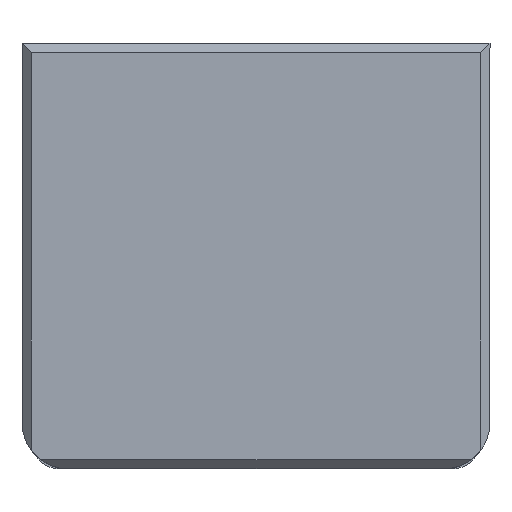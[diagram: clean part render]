
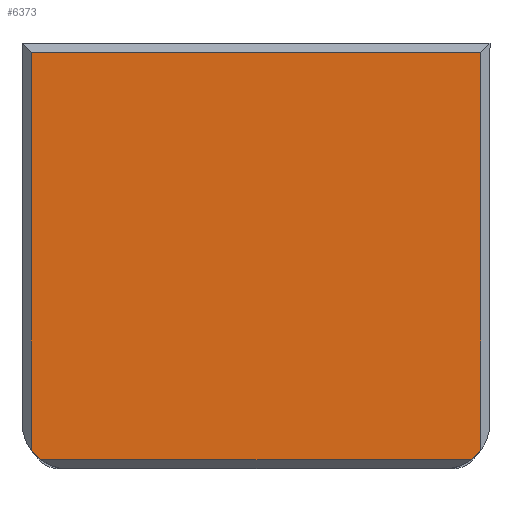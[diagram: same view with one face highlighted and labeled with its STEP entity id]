
A CAD part, front view. The second image highlights one B-rep face of the part: STEP entity #6373.
In plain terms, the highlighted planar face has unit normal (0, -1, 0).
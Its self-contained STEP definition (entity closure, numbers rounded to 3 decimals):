
#947=PLANE('',#6846);
#1286=FACE_OUTER_BOUND('',#1670,.T.);
#1670=EDGE_LOOP('',(#5771,#5772,#5773,#5774,#5775,#5776));
#1913=LINE('',#24378,#2139);
#1914=LINE('',#24381,#2140);
#1915=LINE('',#24383,#2141);
#1916=LINE('',#24384,#2142);
#2139=VECTOR('',#7894,10.);
#2140=VECTOR('',#7897,10.);
#2141=VECTOR('',#7898,10.);
#2142=VECTOR('',#7899,10.);
#2290=CIRCLE('',#6756,5.);
#2296=CIRCLE('',#6773,5.);
#2843=VERTEX_POINT('',#23821);
#2844=VERTEX_POINT('',#23823);
#2876=VERTEX_POINT('',#23925);
#2877=VERTEX_POINT('',#23927);
#2970=VERTEX_POINT('',#24380);
#2971=VERTEX_POINT('',#24382);
#3744=EDGE_CURVE('',#2843,#2844,#2290,.T.);
#3781=EDGE_CURVE('',#2876,#2877,#2296,.T.);
#3921=EDGE_CURVE('',#2877,#2843,#1913,.T.);
#3922=EDGE_CURVE('',#2970,#2876,#1914,.T.);
#3923=EDGE_CURVE('',#2971,#2970,#1915,.T.);
#3924=EDGE_CURVE('',#2844,#2971,#1916,.T.);
#5771=ORIENTED_EDGE('',*,*,#3744,.F.);
#5772=ORIENTED_EDGE('',*,*,#3921,.F.);
#5773=ORIENTED_EDGE('',*,*,#3781,.F.);
#5774=ORIENTED_EDGE('',*,*,#3922,.F.);
#5775=ORIENTED_EDGE('',*,*,#3923,.F.);
#5776=ORIENTED_EDGE('',*,*,#3924,.F.);
#6373=ADVANCED_FACE('',(#1286),#947,.T.);
#6756=AXIS2_PLACEMENT_3D('',#23824,#7593,#7594);
#6773=AXIS2_PLACEMENT_3D('',#23928,#7646,#7647);
#6846=AXIS2_PLACEMENT_3D('',#24379,#7895,#7896);
#7593=DIRECTION('center_axis',(0.,1.,0.));
#7594=DIRECTION('ref_axis',(-0.707,0.,-0.707));
#7646=DIRECTION('center_axis',(0.,1.,0.));
#7647=DIRECTION('ref_axis',(0.707,0.,-0.707));
#7894=DIRECTION('',(-1.,0.,0.));
#7895=DIRECTION('center_axis',(0.,-1.,0.));
#7896=DIRECTION('ref_axis',(1.,0.,0.));
#7897=DIRECTION('',(0.,0.,-1.));
#7898=DIRECTION('',(1.,0.,0.));
#7899=DIRECTION('',(0.,0.,1.));
#23821=CARTESIAN_POINT('',(-43.451,-6.,-124.5));
#23823=CARTESIAN_POINT('',(-44.451,-6.,-123.5));
#23824=CARTESIAN_POINT('Origin',(-40.451,-6.,-120.5));
#23925=CARTESIAN_POINT('',(3.549,-6.,-123.5));
#23927=CARTESIAN_POINT('',(2.549,-6.,-124.5));
#23928=CARTESIAN_POINT('Origin',(-0.451,-6.,-120.5));
#24378=CARTESIAN_POINT('',(-32.951,-6.,-124.5));
#24379=CARTESIAN_POINT('Origin',(-45.451,-6.,-85.));
#24380=CARTESIAN_POINT('',(3.549,-6.,-81.));
#24381=CARTESIAN_POINT('',(3.549,-6.,-85.));
#24382=CARTESIAN_POINT('',(-44.451,-6.,-81.));
#24383=CARTESIAN_POINT('',(-32.951,-6.,-81.));
#24384=CARTESIAN_POINT('',(-44.451,-6.,-85.));
